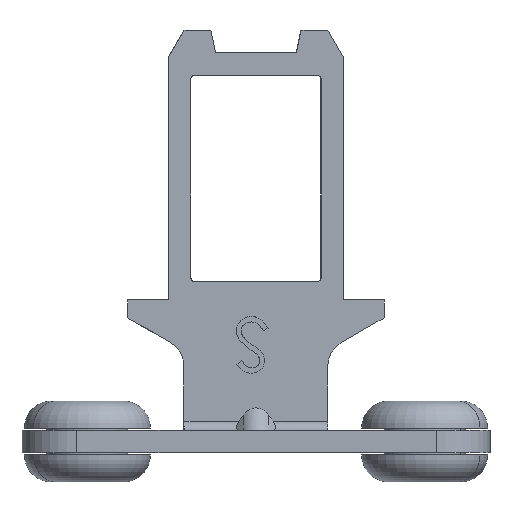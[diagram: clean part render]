
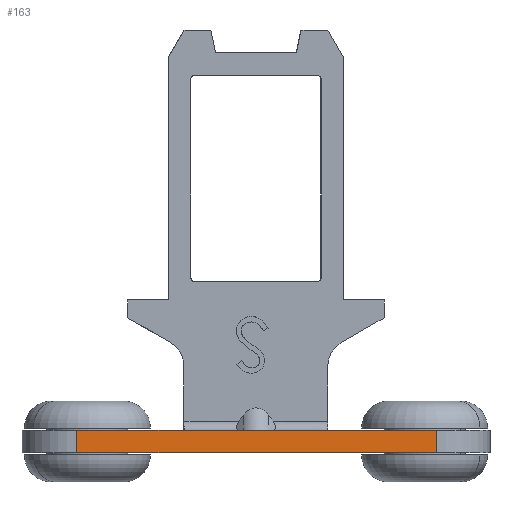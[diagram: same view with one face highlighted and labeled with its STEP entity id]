
A CAD part, front view. The second image highlights one B-rep face of the part: STEP entity #163.
In plain terms, the highlighted planar face has unit normal (0.01, -1, 0).
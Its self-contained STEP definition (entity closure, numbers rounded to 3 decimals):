
#163=ADVANCED_FACE('',(#401),#402,.T.);
#401=FACE_OUTER_BOUND('',#1769,.T.);
#402=PLANE('',#1770);
#1769=EDGE_LOOP('',(#2528,#2529,#2530,#2531));
#1770=AXIS2_PLACEMENT_3D('',#2532,#2533,#2534);
#2528=ORIENTED_EDGE('',*,*,#2971,.T.);
#2529=ORIENTED_EDGE('',*,*,#3204,.F.);
#2530=ORIENTED_EDGE('',*,*,#2999,.T.);
#2531=ORIENTED_EDGE('',*,*,#3203,.T.);
#2532=CARTESIAN_POINT('',(38.826,-7.623,0.));
#2533=DIRECTION('',(0.01,-1.,0.));
#2534=DIRECTION('',(0.,0.,1.0));
#2971=EDGE_CURVE('',#3378,#3376,#3379,.T.);
#2999=EDGE_CURVE('',#3434,#3432,#3435,.T.);
#3203=EDGE_CURVE('',#3432,#3378,#3772,.T.);
#3204=EDGE_CURVE('',#3434,#3376,#3773,.T.);
#3376=VERTEX_POINT('',#4005);
#3378=VERTEX_POINT('',#4007);
#3379=LINE('',#4008,#4009);
#3432=VERTEX_POINT('',#4077);
#3434=VERTEX_POINT('',#4079);
#3435=LINE('',#4080,#4081);
#3772=LINE('',#5283,#5284);
#3773=LINE('',#5285,#5286);
#4005=CARTESIAN_POINT('',(-1.172,-8.012,2.5));
#4007=CARTESIAN_POINT('',(38.826,-7.623,2.5));
#4008=CARTESIAN_POINT('',(-1.172,-8.012,2.5));
#4009=VECTOR('',#5582,10.0);
#4077=CARTESIAN_POINT('',(38.826,-7.623,0.));
#4079=CARTESIAN_POINT('',(-1.172,-8.012,0.));
#4080=CARTESIAN_POINT('',(-1.172,-8.012,0.));
#4081=VECTOR('',#5634,10.0);
#5283=CARTESIAN_POINT('',(38.826,-7.623,0.));
#5284=VECTOR('',#5823,10.0);
#5285=CARTESIAN_POINT('',(-1.172,-8.012,0.));
#5286=VECTOR('',#5824,10.0);
#5582=DIRECTION('',(-1.,-0.01,0.));
#5634=DIRECTION('',(1.,0.01,0.));
#5823=DIRECTION('',(0.,0.,1.0));
#5824=DIRECTION('',(0.,0.,1.0));
